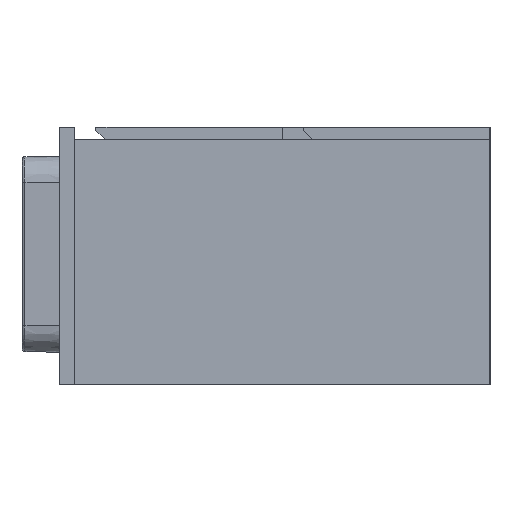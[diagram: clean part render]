
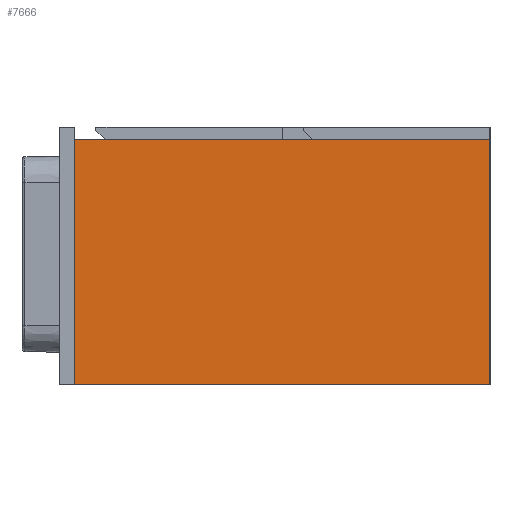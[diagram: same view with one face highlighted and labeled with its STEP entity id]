
A CAD part, left-side view. The second image highlights one B-rep face of the part: STEP entity #7666.
In plain terms, the highlighted planar face has unit normal (-1, 0, 0).
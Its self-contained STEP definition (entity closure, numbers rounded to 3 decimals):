
#3292 = VECTOR ( 'NONE', #62223, 1000. ) ;
#6163 = DIRECTION ( 'NONE',  ( 0., 0., -1. ) ) ;
#7525 = EDGE_CURVE ( 'NONE', #34176, #43085, #60039, .T. ) ;
#7666 = ADVANCED_FACE ( 'NONE', ( #12433 ), #63038, .T. ) ;
#10082 = CARTESIAN_POINT ( 'NONE',  ( -894., -275., 325. ) ) ;
#12173 = CARTESIAN_POINT ( 'NONE',  ( -894., -275., 0. ) ) ;
#12433 = FACE_OUTER_BOUND ( 'NONE', #24218, .T. ) ;
#13242 = DIRECTION ( 'NONE',  ( 0., 1., 0. ) ) ;
#15092 = CARTESIAN_POINT ( 'NONE',  ( -894., 275., 0. ) ) ;
#15989 = DIRECTION ( 'NONE',  ( 0., 0., -1. ) ) ;
#16291 = ORIENTED_EDGE ( 'NONE', *, *, #29355, .T. ) ;
#20750 = VECTOR ( 'NONE', #13242, 1000. ) ;
#21701 = DIRECTION ( 'NONE',  ( 0., -1., 0. ) ) ;
#23196 = LINE ( 'NONE', #28600, #20750 ) ;
#24218 = EDGE_LOOP ( 'NONE', ( #36794, #46935, #16291, #59832 ) ) ;
#25929 = CARTESIAN_POINT ( 'NONE',  ( -894., 275., 0. ) ) ;
#26229 = LINE ( 'NONE', #25929, #3292 ) ;
#27775 = VERTEX_POINT ( 'NONE', #49200 ) ;
#28600 = CARTESIAN_POINT ( 'NONE',  ( -894., 275., 325. ) ) ;
#29355 = EDGE_CURVE ( 'NONE', #27775, #34176, #23196, .T. ) ;
#31803 = DIRECTION ( 'NONE',  ( -1., 0., 0. ) ) ;
#34176 = VERTEX_POINT ( 'NONE', #53623 ) ;
#36794 = ORIENTED_EDGE ( 'NONE', *, *, #51036, .F. ) ;
#43085 = VERTEX_POINT ( 'NONE', #15092 ) ;
#46935 = ORIENTED_EDGE ( 'NONE', *, *, #59420, .F. ) ;
#49200 = CARTESIAN_POINT ( 'NONE',  ( -894., -275., 325. ) ) ;
#51036 = EDGE_CURVE ( 'NONE', #56583, #43085, #26229, .T. ) ;
#52303 = AXIS2_PLACEMENT_3D ( 'NONE', #58672, #31803, #21701 ) ;
#52952 = CARTESIAN_POINT ( 'NONE',  ( -894., 275., 325. ) ) ;
#53623 = CARTESIAN_POINT ( 'NONE',  ( -894., 275., 325. ) ) ;
#55104 = VECTOR ( 'NONE', #15989, 1000. ) ;
#55772 = VECTOR ( 'NONE', #6163, 1000. ) ;
#56583 = VERTEX_POINT ( 'NONE', #12173 ) ;
#58672 = CARTESIAN_POINT ( 'NONE',  ( -894., 275., 325. ) ) ;
#59420 = EDGE_CURVE ( 'NONE', #27775, #56583, #68058, .T. ) ;
#59832 = ORIENTED_EDGE ( 'NONE', *, *, #7525, .T. ) ;
#60039 = LINE ( 'NONE', #52952, #55104 ) ;
#62223 = DIRECTION ( 'NONE',  ( 0., 1., 0. ) ) ;
#63038 = PLANE ( 'NONE',  #52303 ) ;
#68058 = LINE ( 'NONE', #10082, #55772 ) ;
